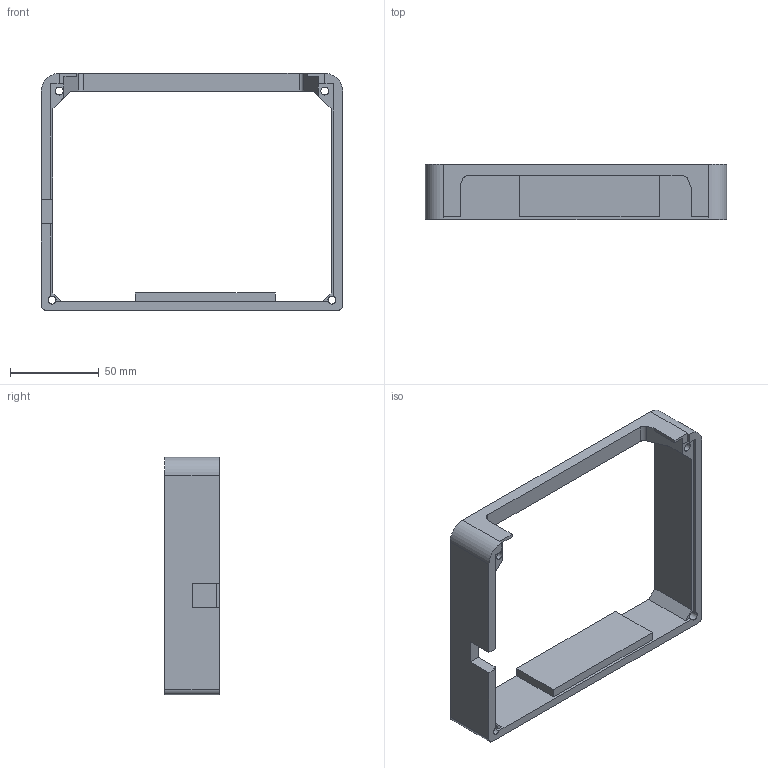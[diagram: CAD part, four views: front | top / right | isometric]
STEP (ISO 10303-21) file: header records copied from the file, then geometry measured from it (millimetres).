
FILE_DESCRIPTION(/* description */ (''),/* implementation_level */ '2;1');
FILE_NAME(/* name */ 'Upper.stp',/* time_stamp */ '2025-05-16T20:03:59+01:00',/* author */ (''),/* organization */ (''),/* preprocessor_version */ 'ST-DEVELOPER v16',/* originating_system */ 'SIEMENS PLM Software NX 10.0',/* authorisation */ '');
FILE_SCHEMA (('AUTOMOTIVE_DESIGN { 1 0 10303 214 3 1 1 1 }'));
Length unit declared in the file: millimetre
Products named in the file (1): Owne2DDCE4A3dbfl
Bounding box: 170 x 31 x 134 mm (x, y, z)
Volume: 103914.9 mm3; surface area: 39814.8 mm2
Topology: 1 solids, 1 shells, 53 faces, 162 edges, 108 vertices
Faces by surface type: plane 43, cylinder 10
Full cylindrical faces by diameter (mm): 4.5 x4
Entity records: 1795 total; most frequent: CARTESIAN_POINT 315, ORIENTED_EDGE 308, DIRECTION 283, EDGE_CURVE 154, LINE 131, VECTOR 131, VERTEX_POINT 104, AXIS2_PLACEMENT_3D 76
